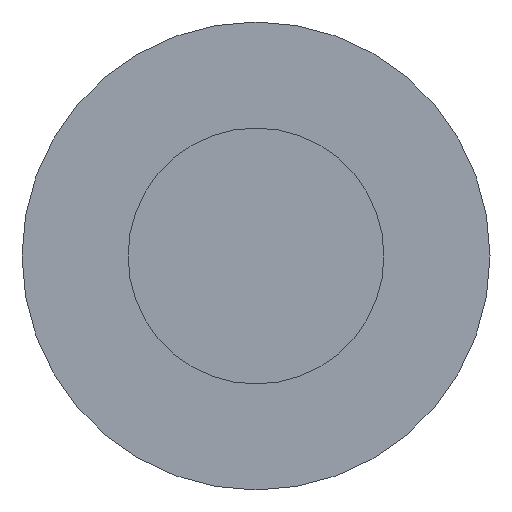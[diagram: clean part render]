
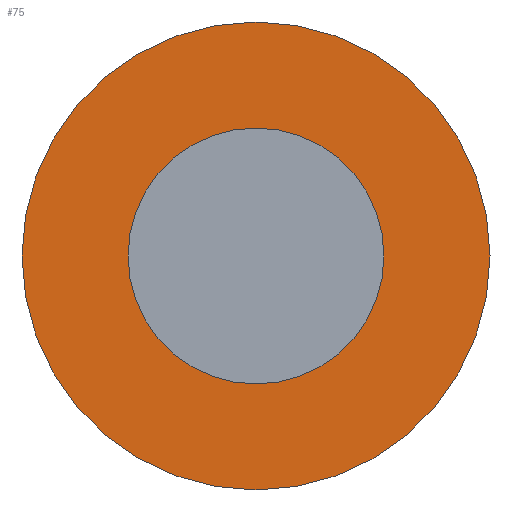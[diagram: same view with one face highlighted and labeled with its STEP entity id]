
A CAD part, front view. The second image highlights one B-rep face of the part: STEP entity #75.
In plain terms, the highlighted planar face has unit normal (0, -1, 0).
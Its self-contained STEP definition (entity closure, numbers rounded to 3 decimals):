
#51=FACE_BOUND('',#98,.T.);
#52=FACE_BOUND('',#99,.T.);
#75=ADVANCED_FACE('',(#51,#52),#88,.F.);
#88=PLANE('',#208);
#98=EDGE_LOOP('',(#124));
#99=EDGE_LOOP('',(#125));
#124=ORIENTED_EDGE('',*,*,#162,.F.);
#125=ORIENTED_EDGE('',*,*,#161,.T.);
#148=VERTEX_POINT('',#293);
#149=VERTEX_POINT('',#296);
#161=EDGE_CURVE('',#148,#148,#174,.T.);
#162=EDGE_CURVE('',#149,#149,#175,.T.);
#174=CIRCLE('',#205,0.875);
#175=CIRCLE('',#207,1.6);
#205=AXIS2_PLACEMENT_3D('',#292,#236,#237);
#207=AXIS2_PLACEMENT_3D('',#295,#240,#241);
#208=AXIS2_PLACEMENT_3D('',#297,#242,#243);
#236=DIRECTION('',(0.,1.,0.));
#237=DIRECTION('',(-1.,0.,0.));
#240=DIRECTION('',(0.,1.,0.));
#241=DIRECTION('',(-1.,0.,0.));
#242=DIRECTION('',(0.,1.,0.));
#243=DIRECTION('',(-1.,0.,0.));
#292=CARTESIAN_POINT('',(0.,0.,0.));
#293=CARTESIAN_POINT('',(-0.875,0.,0.));
#295=CARTESIAN_POINT('',(0.,0.,0.));
#296=CARTESIAN_POINT('',(-1.6,0.,0.));
#297=CARTESIAN_POINT('',(-0.875,0.,0.));
